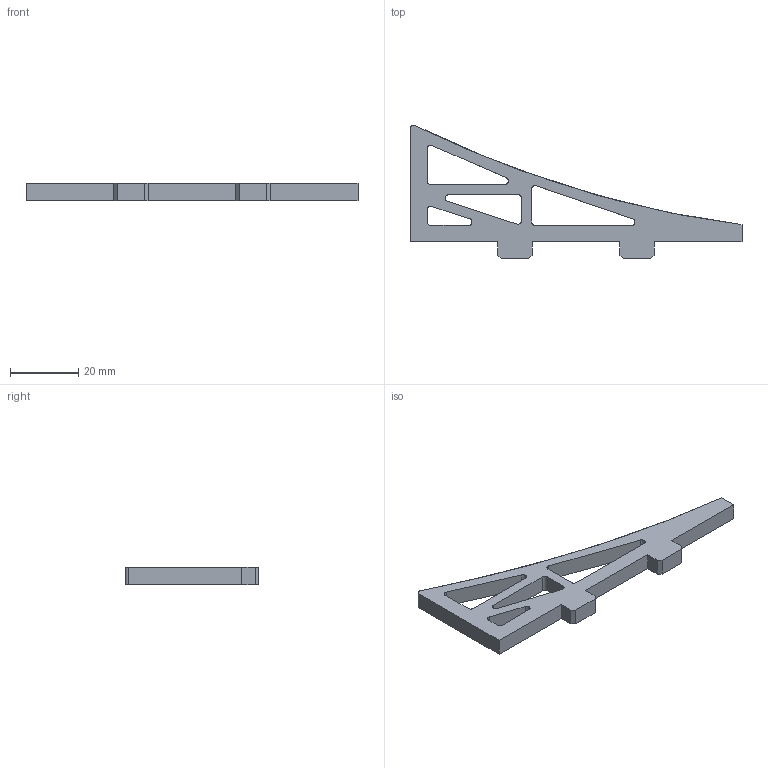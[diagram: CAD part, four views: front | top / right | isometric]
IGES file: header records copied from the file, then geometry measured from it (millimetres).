
Start section: SolidWorks IGES file using analytic representation for surfaces
Global section: file name: Piece cylindro-parabolique.IGS; native system: SolidWorks 2017; preprocessor: SolidWorks 2017; author: fablab-info; date: 190712.154833; units: millimetre
Bounding box: 97 x 39.05 x 5 mm (x, y, z)
Surface area: 4786.3 mm2 (no closed solid volume)
Topology: 0 solids, 0 shells, 44 faces, 440 edges, 440 vertices
Faces by surface type: bspline 30, revolution 14
